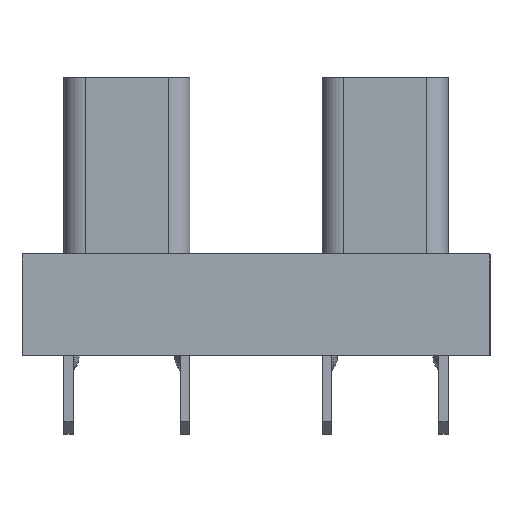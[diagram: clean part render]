
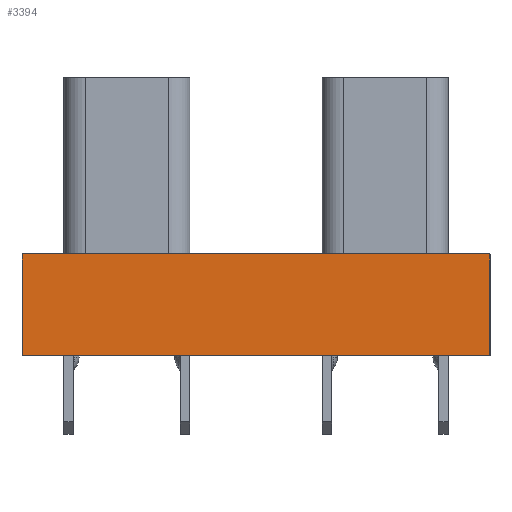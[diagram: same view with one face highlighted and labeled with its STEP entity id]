
A CAD part, top view. The second image highlights one B-rep face of the part: STEP entity #3394.
In plain terms, the highlighted planar face has unit normal (0, 0, 1).
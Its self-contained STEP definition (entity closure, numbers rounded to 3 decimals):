
#44 = CARTESIAN_POINT ( 'NONE',  ( -5.444, 0.892, 1.847 ) ) ;
#81 = DIRECTION ( 'NONE',  ( 1., 0., 0. ) ) ;
#82 = VECTOR ( 'NONE', #81, 1000. ) ;
#83 = CARTESIAN_POINT ( 'NONE',  ( -5.444, -2.283, 1.847 ) ) ;
#84 = LINE ( 'NONE', #83, #82 ) ;
#104 = CARTESIAN_POINT ( 'NONE',  ( 9.237, -2.283, 1.847 ) ) ;
#105 = CARTESIAN_POINT ( 'NONE',  ( -5.444, -2.283, 1.847 ) ) ;
#136 = CARTESIAN_POINT ( 'NONE',  ( 9.237, 0.892, 1.847 ) ) ;
#137 = DIRECTION ( 'NONE',  ( 1., 0., 0. ) ) ;
#138 = VECTOR ( 'NONE', #137, 1000. ) ;
#139 = CARTESIAN_POINT ( 'NONE',  ( -5.444, 0.892, 1.847 ) ) ;
#140 = LINE ( 'NONE', #139, #138 ) ;
#2681 = CARTESIAN_POINT ( 'NONE',  ( -5.444, 0.892, 1.847 ) ) ;
#2682 = LINE ( 'NONE', #2681, #2704 ) ;
#2690 = DIRECTION ( 'NONE',  ( 0., 0., -1. ) ) ;
#2691 = FACE_OUTER_BOUND ( 'NONE', #3464, .T. ) ;
#2702 = PLANE ( 'NONE',  #2709 ) ;
#2703 = DIRECTION ( 'NONE',  ( 0., -1., 0. ) ) ;
#2704 = VECTOR ( 'NONE', #2703, 1000. ) ;
#2709 = AXIS2_PLACEMENT_3D ( 'NONE', #2721, #2690, #2728 ) ;
#2719 = CARTESIAN_POINT ( 'NONE',  ( 9.237, 0.892, 1.847 ) ) ;
#2720 = LINE ( 'NONE', #2719, #2723 ) ;
#2721 = CARTESIAN_POINT ( 'NONE',  ( -5.444, 0.892, 1.847 ) ) ;
#2722 = DIRECTION ( 'NONE',  ( 0., -1., 0. ) ) ;
#2723 = VECTOR ( 'NONE', #2722, 1000. ) ;
#2728 = DIRECTION ( 'NONE',  ( -1., 0., 0. ) ) ;
#3394 = ADVANCED_FACE ( 'NONE', ( #2691 ), #2702, .F. ) ;
#3397 = EDGE_CURVE ( 'NONE', #4132, #4210, #2682, .T. ) ;
#3398 = ORIENTED_EDGE ( 'NONE', *, *, #4222, .F. ) ;
#3399 = EDGE_CURVE ( 'NONE', #4224, #4211, #2720, .T. ) ;
#3428 = ORIENTED_EDGE ( 'NONE', *, *, #3399, .F. ) ;
#3449 = ORIENTED_EDGE ( 'NONE', *, *, #3397, .T. ) ;
#3453 = ORIENTED_EDGE ( 'NONE', *, *, #4193, .T. ) ;
#3464 = EDGE_LOOP ( 'NONE', ( #3453, #3428, #3398, #3449 ) ) ;
#4132 = VERTEX_POINT ( 'NONE', #44 ) ;
#4193 = EDGE_CURVE ( 'NONE', #4210, #4211, #84, .T. ) ;
#4210 = VERTEX_POINT ( 'NONE', #105 ) ;
#4211 = VERTEX_POINT ( 'NONE', #104 ) ;
#4222 = EDGE_CURVE ( 'NONE', #4132, #4224, #140, .T. ) ;
#4224 = VERTEX_POINT ( 'NONE', #136 ) ;
